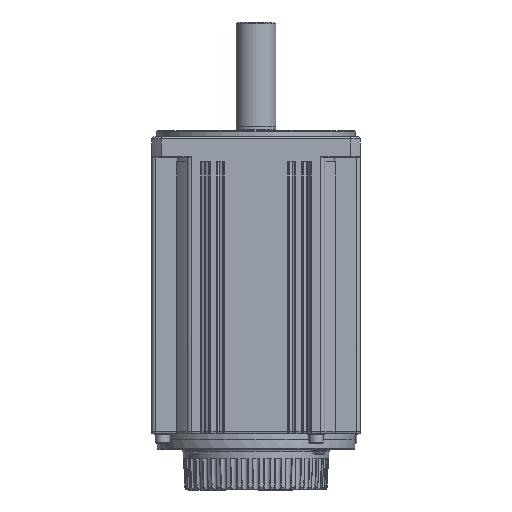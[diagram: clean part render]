
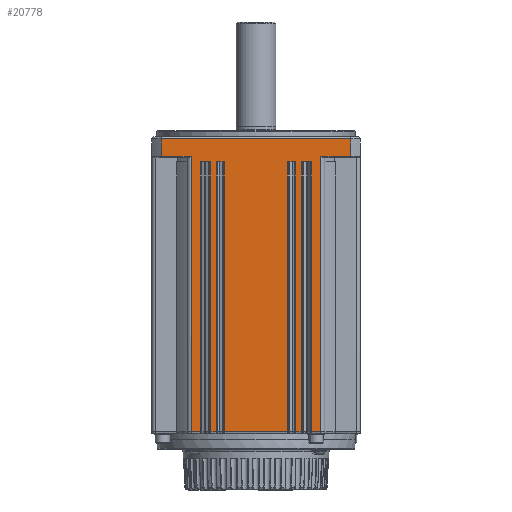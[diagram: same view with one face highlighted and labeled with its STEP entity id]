
A CAD part, left-side view. The second image highlights one B-rep face of the part: STEP entity #20778.
In plain terms, the highlighted planar face has unit normal (-1, 0, 0).
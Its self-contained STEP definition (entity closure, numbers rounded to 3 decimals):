
#11668=CARTESIAN_POINT('',(-50.,-159.685,-122.7));
#11669=VERTEX_POINT('',#11668);
#11677=CARTESIAN_POINT('',(-50.,-129.315,-122.7));
#11678=VERTEX_POINT('',#11677);
#11679=CARTESIAN_POINT('',(-50.,-159.685,-122.7));
#11680=DIRECTION('',(0.,1.,0.));
#11681=VECTOR('',#11680,30.371);
#11682=LINE('',#11679,#11681);
#11683=EDGE_CURVE('',#11669,#11678,#11682,.T.);
#11930=CARTESIAN_POINT('',(-50.,-125.636,-122.7));
#11931=VERTEX_POINT('',#11930);
#11955=CARTESIAN_POINT('',(-50.,-122.829,-122.7));
#11956=VERTEX_POINT('',#11955);
#11957=CARTESIAN_POINT('',(-50.,-125.636,-122.7));
#11958=DIRECTION('',(0.,1.,0.));
#11959=VECTOR('',#11958,2.808);
#11960=LINE('',#11957,#11959);
#11961=EDGE_CURVE('',#11931,#11956,#11960,.T.);
#12197=CARTESIAN_POINT('',(-50.,-117.975,-122.7));
#12198=VERTEX_POINT('',#12197);
#12222=CARTESIAN_POINT('',(-50.,-113.5,-122.7));
#12223=VERTEX_POINT('',#12222);
#12224=CARTESIAN_POINT('',(-50.,-117.975,-122.7));
#12225=DIRECTION('',(0.,1.,0.));
#12226=VECTOR('',#12225,4.475);
#12227=LINE('',#12224,#12226);
#12228=EDGE_CURVE('',#12198,#12223,#12227,.T.);
#12435=CARTESIAN_POINT('',(-50.,-99.154,17.55));
#12436=VERTEX_POINT('',#12435);
#12521=CARTESIAN_POINT('',(-50.,-99.154,9.35));
#12522=VERTEX_POINT('',#12521);
#12539=CARTESIAN_POINT('',(-50.,-113.5,9.35));
#12540=VERTEX_POINT('',#12539);
#12549=CARTESIAN_POINT('',(-50.,-113.5,9.35));
#12550=DIRECTION('',(0.,1.,0.));
#12551=VECTOR('',#12550,14.346);
#12552=LINE('',#12549,#12551);
#12553=EDGE_CURVE('',#12540,#12522,#12552,.T.);
#18786=CARTESIAN_POINT('',(-50.,-99.154,17.55));
#18787=DIRECTION('',(0.,0.,-1.));
#18788=VECTOR('',#18787,8.2);
#18789=LINE('',#18786,#18788);
#18790=EDGE_CURVE('',#12436,#12522,#18789,.T.);
#19078=CARTESIAN_POINT('',(-50.,-125.636,6.55));
#19079=VERTEX_POINT('',#19078);
#19130=CARTESIAN_POINT('',(-50.,-129.315,6.55));
#19131=VERTEX_POINT('',#19130);
#19139=CARTESIAN_POINT('',(-50.,-129.315,6.55));
#19140=DIRECTION('',(0.,1.,0.));
#19141=VECTOR('',#19140,3.678);
#19142=LINE('',#19139,#19141);
#19143=EDGE_CURVE('',#19131,#19079,#19142,.T.);
#19155=CARTESIAN_POINT('',(-50.,-117.975,6.55));
#19156=VERTEX_POINT('',#19155);
#19207=CARTESIAN_POINT('',(-50.,-122.829,6.55));
#19208=VERTEX_POINT('',#19207);
#19216=CARTESIAN_POINT('',(-50.,-122.829,6.55));
#19217=DIRECTION('',(0.,1.,0.));
#19218=VECTOR('',#19217,4.854);
#19219=LINE('',#19216,#19218);
#19220=EDGE_CURVE('',#19208,#19156,#19219,.T.);
#20411=CARTESIAN_POINT('',(-50.,-117.975,6.55));
#20412=DIRECTION('',(0.,0.,-1.));
#20413=VECTOR('',#20412,129.25);
#20414=LINE('',#20411,#20413);
#20415=EDGE_CURVE('',#19156,#12198,#20414,.T.);
#20454=CARTESIAN_POINT('',(-50.,-122.829,-122.7));
#20455=DIRECTION('',(0.,0.,1.));
#20456=VECTOR('',#20455,129.25);
#20457=LINE('',#20454,#20456);
#20458=EDGE_CURVE('',#11956,#19208,#20457,.T.);
#20493=CARTESIAN_POINT('',(-50.,-125.636,6.55));
#20494=DIRECTION('',(0.,0.,-1.));
#20495=VECTOR('',#20494,129.25);
#20496=LINE('',#20493,#20495);
#20497=EDGE_CURVE('',#19079,#11931,#20496,.T.);
#20512=CARTESIAN_POINT('',(-50.,-129.315,-122.7));
#20513=DIRECTION('',(0.,0.,1.));
#20514=VECTOR('',#20513,129.25);
#20515=LINE('',#20512,#20514);
#20516=EDGE_CURVE('',#11678,#19131,#20515,.T.);
#20575=CARTESIAN_POINT('',(-50.,-113.5,-122.7));
#20576=DIRECTION('',(0.,0.,1.));
#20577=VECTOR('',#20576,132.05);
#20578=LINE('',#20575,#20577);
#20579=EDGE_CURVE('',#12223,#12540,#20578,.T.);
#20665=CARTESIAN_POINT('',(-50.,-144.5,-52.575));
#20666=DIRECTION('',(0.,-1.,0.));
#20667=DIRECTION('',(-1.,0.,0.));
#20668=AXIS2_PLACEMENT_3D('',#20665,#20667,#20666);
#20669=PLANE('',#20668);
#20670=ORIENTED_EDGE('',*,*,#11683,.F.);
#20671=CARTESIAN_POINT('',(-50.,-159.685,6.55));
#20672=VERTEX_POINT('',#20671);
#20673=CARTESIAN_POINT('',(-50.,-159.685,6.55));
#20674=DIRECTION('',(0.,0.,-1.));
#20675=VECTOR('',#20674,129.25);
#20676=LINE('',#20673,#20675);
#20677=EDGE_CURVE('',#20672,#11669,#20676,.T.);
#20678=ORIENTED_EDGE('',*,*,#20677,.F.);
#20679=CARTESIAN_POINT('',(-50.,-163.364,6.55));
#20680=VERTEX_POINT('',#20679);
#20681=CARTESIAN_POINT('',(-50.,-163.364,6.55));
#20682=DIRECTION('',(0.,1.,0.));
#20683=VECTOR('',#20682,3.678);
#20684=LINE('',#20681,#20683);
#20685=EDGE_CURVE('',#20680,#20672,#20684,.T.);
#20686=ORIENTED_EDGE('',*,*,#20685,.F.);
#20687=CARTESIAN_POINT('',(-50.,-163.364,-122.7));
#20688=VERTEX_POINT('',#20687);
#20689=CARTESIAN_POINT('',(-50.,-163.364,-122.7));
#20690=DIRECTION('',(0.,0.,1.));
#20691=VECTOR('',#20690,129.25);
#20692=LINE('',#20689,#20691);
#20693=EDGE_CURVE('',#20688,#20680,#20692,.T.);
#20694=ORIENTED_EDGE('',*,*,#20693,.F.);
#20695=CARTESIAN_POINT('',(-50.,-166.171,-122.7));
#20696=VERTEX_POINT('',#20695);
#20697=CARTESIAN_POINT('',(-50.,-166.171,-122.7));
#20698=DIRECTION('',(0.,1.,0.));
#20699=VECTOR('',#20698,2.808);
#20700=LINE('',#20697,#20699);
#20701=EDGE_CURVE('',#20696,#20688,#20700,.T.);
#20702=ORIENTED_EDGE('',*,*,#20701,.F.);
#20703=CARTESIAN_POINT('',(-50.,-166.171,6.55));
#20704=VERTEX_POINT('',#20703);
#20705=CARTESIAN_POINT('',(-50.,-166.171,6.55));
#20706=DIRECTION('',(0.,0.,-1.));
#20707=VECTOR('',#20706,129.25);
#20708=LINE('',#20705,#20707);
#20709=EDGE_CURVE('',#20704,#20696,#20708,.T.);
#20710=ORIENTED_EDGE('',*,*,#20709,.F.);
#20711=CARTESIAN_POINT('',(-50.,-171.025,6.55));
#20712=VERTEX_POINT('',#20711);
#20713=CARTESIAN_POINT('',(-50.,-171.025,6.55));
#20714=DIRECTION('',(0.,1.,0.));
#20715=VECTOR('',#20714,4.854);
#20716=LINE('',#20713,#20715);
#20717=EDGE_CURVE('',#20712,#20704,#20716,.T.);
#20718=ORIENTED_EDGE('',*,*,#20717,.F.);
#20719=CARTESIAN_POINT('',(-50.,-171.025,-122.7));
#20720=VERTEX_POINT('',#20719);
#20721=CARTESIAN_POINT('',(-50.,-171.025,-122.7));
#20722=DIRECTION('',(0.,0.,1.));
#20723=VECTOR('',#20722,129.25);
#20724=LINE('',#20721,#20723);
#20725=EDGE_CURVE('',#20720,#20712,#20724,.T.);
#20726=ORIENTED_EDGE('',*,*,#20725,.F.);
#20727=CARTESIAN_POINT('',(-50.,-175.5,-122.7));
#20728=VERTEX_POINT('',#20727);
#20729=CARTESIAN_POINT('',(-50.,-175.5,-122.7));
#20730=DIRECTION('',(0.,1.,0.));
#20731=VECTOR('',#20730,4.475);
#20732=LINE('',#20729,#20731);
#20733=EDGE_CURVE('',#20728,#20720,#20732,.T.);
#20734=ORIENTED_EDGE('',*,*,#20733,.F.);
#20735=CARTESIAN_POINT('',(-50.,-175.5,9.35));
#20736=VERTEX_POINT('',#20735);
#20737=CARTESIAN_POINT('',(-50.,-175.5,9.35));
#20738=DIRECTION('',(0.,0.,-1.));
#20739=VECTOR('',#20738,132.05);
#20740=LINE('',#20737,#20739);
#20741=EDGE_CURVE('',#20736,#20728,#20740,.T.);
#20742=ORIENTED_EDGE('',*,*,#20741,.F.);
#20743=CARTESIAN_POINT('',(-50.,-189.846,9.35));
#20744=VERTEX_POINT('',#20743);
#20745=CARTESIAN_POINT('',(-50.,-189.846,9.35));
#20746=DIRECTION('',(0.,1.,0.));
#20747=VECTOR('',#20746,14.346);
#20748=LINE('',#20745,#20747);
#20749=EDGE_CURVE('',#20744,#20736,#20748,.T.);
#20750=ORIENTED_EDGE('',*,*,#20749,.F.);
#20751=CARTESIAN_POINT('',(-50.,-189.846,17.55));
#20752=VERTEX_POINT('',#20751);
#20753=CARTESIAN_POINT('',(-50.,-189.846,9.35));
#20754=DIRECTION('',(0.,0.,1.));
#20755=VECTOR('',#20754,8.2);
#20756=LINE('',#20753,#20755);
#20757=EDGE_CURVE('',#20744,#20752,#20756,.T.);
#20758=ORIENTED_EDGE('',*,*,#20757,.T.);
#20759=CARTESIAN_POINT('',(-50.,-99.154,17.55));
#20760=DIRECTION('',(0.,-1.,0.));
#20761=VECTOR('',#20760,90.692);
#20762=LINE('',#20759,#20761);
#20763=EDGE_CURVE('',#12436,#20752,#20762,.T.);
#20764=ORIENTED_EDGE('',*,*,#20763,.F.);
#20765=ORIENTED_EDGE('',*,*,#18790,.T.);
#20766=ORIENTED_EDGE('',*,*,#12553,.F.);
#20767=ORIENTED_EDGE('',*,*,#20579,.F.);
#20768=ORIENTED_EDGE('',*,*,#12228,.F.);
#20769=ORIENTED_EDGE('',*,*,#20415,.F.);
#20770=ORIENTED_EDGE('',*,*,#19220,.F.);
#20771=ORIENTED_EDGE('',*,*,#20458,.F.);
#20772=ORIENTED_EDGE('',*,*,#11961,.F.);
#20773=ORIENTED_EDGE('',*,*,#20497,.F.);
#20774=ORIENTED_EDGE('',*,*,#19143,.F.);
#20775=ORIENTED_EDGE('',*,*,#20516,.F.);
#20776=EDGE_LOOP('',(#20670,#20678,#20686,#20694,#20702,#20710,#20718,#20726,#20734,#20742,#20750,#20758,#20764,#20765,#20766,#20767,#20768,#20769,#20770,#20771,#20772,#20773,#20774,#20775));
#20777=FACE_OUTER_BOUND('',#20776,.T.);
#20778=ADVANCED_FACE('',(#20777),#20669,.T.);
